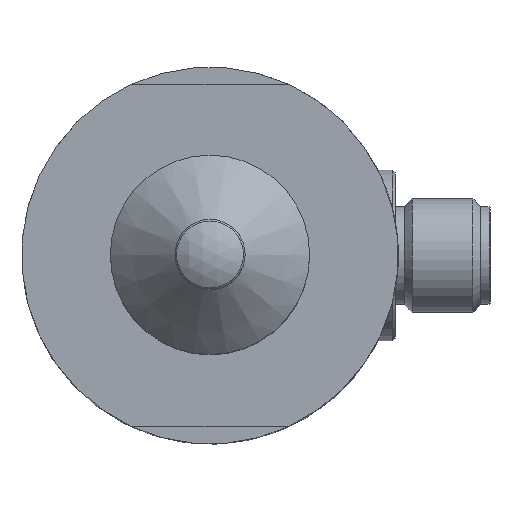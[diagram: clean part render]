
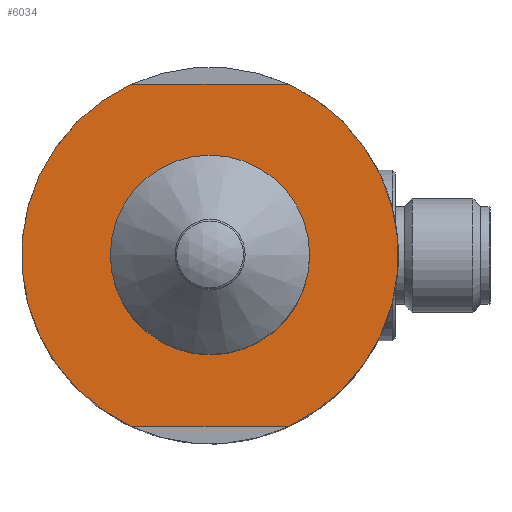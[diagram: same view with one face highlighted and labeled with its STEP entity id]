
A CAD part, top view. The second image highlights one B-rep face of the part: STEP entity #6034.
In plain terms, the highlighted planar face has unit normal (0, 0, 1).
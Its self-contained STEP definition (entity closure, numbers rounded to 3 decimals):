
#384=FACE_BOUND($,#1263,.T.);
#463=CIRCLE($,#6364,19.85);
#465=CIRCLE($,#6366,19.85);
#466=CIRCLE($,#6372,10.5);
#843=FACE_OUTER_BOUND($,#1262,.T.);
#1262=EDGE_LOOP($,(#5481,#5482,#5483,#5484));
#1263=EDGE_LOOP($,(#5485));
#1836=LINE($,#10582,#2407);
#1838=LINE($,#10586,#2409);
#2407=VECTOR($,#7603,16.736);
#2409=VECTOR($,#7609,16.736);
#2970=VERTEX_POINT($,#10563);
#2973=VERTEX_POINT($,#10568);
#2974=VERTEX_POINT($,#10570);
#2977=VERTEX_POINT($,#10576);
#2978=VERTEX_POINT($,#10588);
#3806=EDGE_CURVE($,#2973,#2974,#463,.T.);
#3810=EDGE_CURVE($,#2977,#2970,#465,.T.);
#3812=EDGE_CURVE($,#2973,#2970,#1836,.T.);
#3814=EDGE_CURVE($,#2977,#2974,#1838,.T.);
#3815=EDGE_CURVE($,#2978,#2978,#466,.T.);
#5481=ORIENTED_EDGE($,*,*,#3812,.T.);
#5482=ORIENTED_EDGE($,*,*,#3810,.F.);
#5483=ORIENTED_EDGE($,*,*,#3814,.T.);
#5484=ORIENTED_EDGE($,*,*,#3806,.F.);
#5485=ORIENTED_EDGE($,*,*,#3815,.T.);
#5690=PLANE($,#6371);
#6034=ADVANCED_FACE($,(#843,#384),#5690,.F.);
#6364=AXIS2_PLACEMENT_3D($,#10571,#7590,#7591);
#6366=AXIS2_PLACEMENT_3D($,#10578,#7596,#7597);
#6371=AXIS2_PLACEMENT_3D($,#10587,#7610,#7611);
#6372=AXIS2_PLACEMENT_3D($,#10589,#7612,#7613);
#7590=DIRECTION('center_axis',(0.,0.,-1.));
#7591=DIRECTION('ref_axis',(-1.,0.,0.));
#7596=DIRECTION('center_axis',(0.,0.,-1.));
#7597=DIRECTION('ref_axis',(-1.,0.,0.));
#7603=DIRECTION($,(1.,0.,0.));
#7609=DIRECTION($,(-1.,0.,0.));
#7610=DIRECTION('center_axis',(0.,0.,-1.));
#7611=DIRECTION('ref_axis',(-1.,0.,0.));
#7612=DIRECTION('center_axis',(0.,0.,-1.));
#7613=DIRECTION('ref_axis',(-1.,0.,0.));
#10563=CARTESIAN_POINT('',(8.368,-18.,0.));
#10568=CARTESIAN_POINT('',(-8.368,-18.,0.));
#10570=CARTESIAN_POINT('',(-8.368,18.,0.));
#10571=CARTESIAN_POINT('Origin',(0.,0.,0.));
#10576=CARTESIAN_POINT('',(8.368,18.,0.));
#10578=CARTESIAN_POINT('Origin',(0.,0.,0.));
#10582=CARTESIAN_POINT($,(-8.368,-18.,0.));
#10586=CARTESIAN_POINT($,(8.368,18.,0.));
#10587=CARTESIAN_POINT('Origin',(0.,0.,0.));
#10588=CARTESIAN_POINT('',(10.5,0.,0.));
#10589=CARTESIAN_POINT('Origin',(0.,0.,0.));
